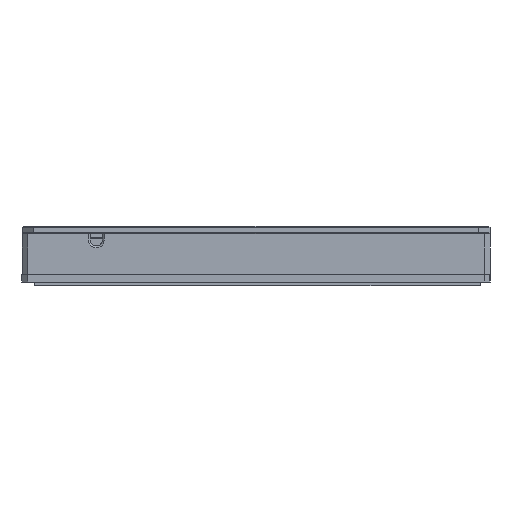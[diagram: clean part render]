
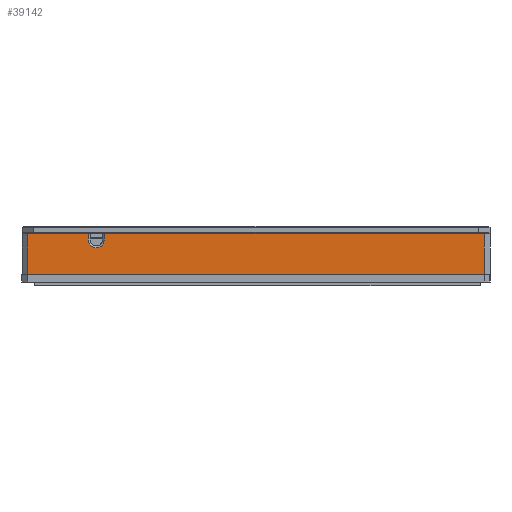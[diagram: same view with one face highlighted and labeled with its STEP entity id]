
A CAD part, front view. The second image highlights one B-rep face of the part: STEP entity #39142.
In plain terms, the highlighted planar face has unit normal (0, -1, 0).
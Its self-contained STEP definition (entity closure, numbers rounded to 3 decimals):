
#2108 = CARTESIAN_POINT ( 'NONE',  ( -45.455, -51.11, 11. ) ) ;
#2244 = ORIENTED_EDGE ( 'NONE', *, *, #21183, .F. ) ;
#2795 = DIRECTION ( 'NONE',  ( -1., 0., 0. ) ) ;
#2886 = AXIS2_PLACEMENT_3D ( 'NONE', #13379, #50438, #14953 ) ;
#6575 = EDGE_CURVE ( 'NONE', #56741, #67144, #66943, .T. ) ;
#6744 = VECTOR ( 'NONE', #53662, 1000. ) ;
#7467 = LINE ( 'NONE', #11929, #80365 ) ;
#8682 = DIRECTION ( 'NONE',  ( 0., -1., 0. ) ) ;
#8759 = VERTEX_POINT ( 'NONE', #82375 ) ;
#9468 = EDGE_CURVE ( 'NONE', #67144, #32181, #71347, .T. ) ;
#10976 = CARTESIAN_POINT ( 'NONE',  ( -41.255, -51.11, 9.3 ) ) ;
#11688 = CIRCLE ( 'NONE', #61508, 2.1 ) ;
#11929 = CARTESIAN_POINT ( 'NONE',  ( -61.855, -51.11, 11. ) ) ;
#12290 = CARTESIAN_POINT ( 'NONE',  ( -63.355, -51.11, 11. ) ) ;
#13379 = CARTESIAN_POINT ( 'NONE',  ( -63.355, -51.11, 11. ) ) ;
#14953 = DIRECTION ( 'NONE',  ( 0., 0., 1. ) ) ;
#15681 = LINE ( 'NONE', #54057, #48824 ) ;
#21183 = EDGE_CURVE ( 'NONE', #72648, #55546, #50517, .T. ) ;
#21645 = VECTOR ( 'NONE', #37492, 1000. ) ;
#22183 = AXIS2_PLACEMENT_3D ( 'NONE', #46414, #65854, #54108 ) ;
#22249 = LINE ( 'NONE', #31451, #6744 ) ;
#23052 = CARTESIAN_POINT ( 'NONE',  ( 61.145, -51.11, 0. ) ) ;
#29021 = VERTEX_POINT ( 'NONE', #61528 ) ;
#29368 = VECTOR ( 'NONE', #74373, 1000. ) ;
#31451 = CARTESIAN_POINT ( 'NONE',  ( -63.355, -51.11, 11. ) ) ;
#32181 = VERTEX_POINT ( 'NONE', #50162 ) ;
#32737 = VECTOR ( 'NONE', #81495, 1000. ) ;
#34648 = ORIENTED_EDGE ( 'NONE', *, *, #6575, .F. ) ;
#35202 = EDGE_CURVE ( 'NONE', #45811, #29021, #15681, .T. ) ;
#35233 = CARTESIAN_POINT ( 'NONE',  ( 61.145, -51.11, 11. ) ) ;
#37107 = CARTESIAN_POINT ( 'NONE',  ( -61.855, -51.11, 11. ) ) ;
#37335 = ORIENTED_EDGE ( 'NONE', *, *, #71733, .F. ) ;
#37492 = DIRECTION ( 'NONE',  ( 0., 0., -1. ) ) ;
#38774 = LINE ( 'NONE', #35233, #56488 ) ;
#39142 = ADVANCED_FACE ( 'NONE', ( #72591 ), #55689, .F. ) ;
#40913 = ORIENTED_EDGE ( 'NONE', *, *, #60374, .F. ) ;
#44572 = CARTESIAN_POINT ( 'NONE',  ( -45.455, -51.11, 11. ) ) ;
#45811 = VERTEX_POINT ( 'NONE', #23052 ) ;
#46414 = CARTESIAN_POINT ( 'NONE',  ( -43.355, -51.11, 9.3 ) ) ;
#48824 = VECTOR ( 'NONE', #2795, 1000. ) ;
#50162 = CARTESIAN_POINT ( 'NONE',  ( -45.455, -51.11, 9.3 ) ) ;
#50438 = DIRECTION ( 'NONE',  ( 0., 1., 0. ) ) ;
#50517 = LINE ( 'NONE', #88872, #32737 ) ;
#51297 = CARTESIAN_POINT ( 'NONE',  ( -43.355, -51.11, 9.3 ) ) ;
#53662 = DIRECTION ( 'NONE',  ( 1., 0., 0. ) ) ;
#54057 = CARTESIAN_POINT ( 'NONE',  ( -63.355, -51.11, 0. ) ) ;
#54108 = DIRECTION ( 'NONE',  ( 0., 0., -1. ) ) ;
#55034 = EDGE_LOOP ( 'NONE', ( #40913, #77643, #34648, #68058, #62337, #37335, #70923, #2244, #63136 ) ) ;
#55546 = VERTEX_POINT ( 'NONE', #58872 ) ;
#55689 = PLANE ( 'NONE',  #2886 ) ;
#56488 = VECTOR ( 'NONE', #84602, 1000. ) ;
#56741 = VERTEX_POINT ( 'NONE', #37107 ) ;
#57141 = DIRECTION ( 'NONE',  ( 0., 0., -1. ) ) ;
#57551 = CARTESIAN_POINT ( 'NONE',  ( -43.355, -51.11, 7.2 ) ) ;
#58872 = CARTESIAN_POINT ( 'NONE',  ( -41.255, -51.11, 11. ) ) ;
#60374 = EDGE_CURVE ( 'NONE', #32181, #81171, #11688, .T. ) ;
#61329 = DIRECTION ( 'NONE',  ( 0., 0., -1. ) ) ;
#61508 = AXIS2_PLACEMENT_3D ( 'NONE', #51297, #8682, #57141 ) ;
#61528 = CARTESIAN_POINT ( 'NONE',  ( -61.855, -51.11, 0. ) ) ;
#62337 = ORIENTED_EDGE ( 'NONE', *, *, #35202, .F. ) ;
#63136 = ORIENTED_EDGE ( 'NONE', *, *, #91390, .F. ) ;
#64032 = EDGE_CURVE ( 'NONE', #56741, #29021, #7467, .T. ) ;
#65854 = DIRECTION ( 'NONE',  ( 0., -1., 0. ) ) ;
#66943 = LINE ( 'NONE', #12290, #29368 ) ;
#67144 = VERTEX_POINT ( 'NONE', #2108 ) ;
#68058 = ORIENTED_EDGE ( 'NONE', *, *, #64032, .T. ) ;
#70923 = ORIENTED_EDGE ( 'NONE', *, *, #73638, .F. ) ;
#71347 = LINE ( 'NONE', #44572, #21645 ) ;
#71733 = EDGE_CURVE ( 'NONE', #8759, #45811, #38774, .T. ) ;
#72591 = FACE_OUTER_BOUND ( 'NONE', #55034, .T. ) ;
#72648 = VERTEX_POINT ( 'NONE', #10976 ) ;
#73638 = EDGE_CURVE ( 'NONE', #55546, #8759, #22249, .T. ) ;
#74373 = DIRECTION ( 'NONE',  ( 1., 0., 0. ) ) ;
#77643 = ORIENTED_EDGE ( 'NONE', *, *, #9468, .F. ) ;
#80365 = VECTOR ( 'NONE', #61329, 1000. ) ;
#81171 = VERTEX_POINT ( 'NONE', #57551 ) ;
#81495 = DIRECTION ( 'NONE',  ( 0., 0., 1. ) ) ;
#82375 = CARTESIAN_POINT ( 'NONE',  ( 61.145, -51.11, 11. ) ) ;
#84602 = DIRECTION ( 'NONE',  ( 0., 0., -1. ) ) ;
#88872 = CARTESIAN_POINT ( 'NONE',  ( -41.255, -51.11, 11. ) ) ;
#90291 = CIRCLE ( 'NONE', #22183, 2.1 ) ;
#91390 = EDGE_CURVE ( 'NONE', #81171, #72648, #90291, .T. ) ;
